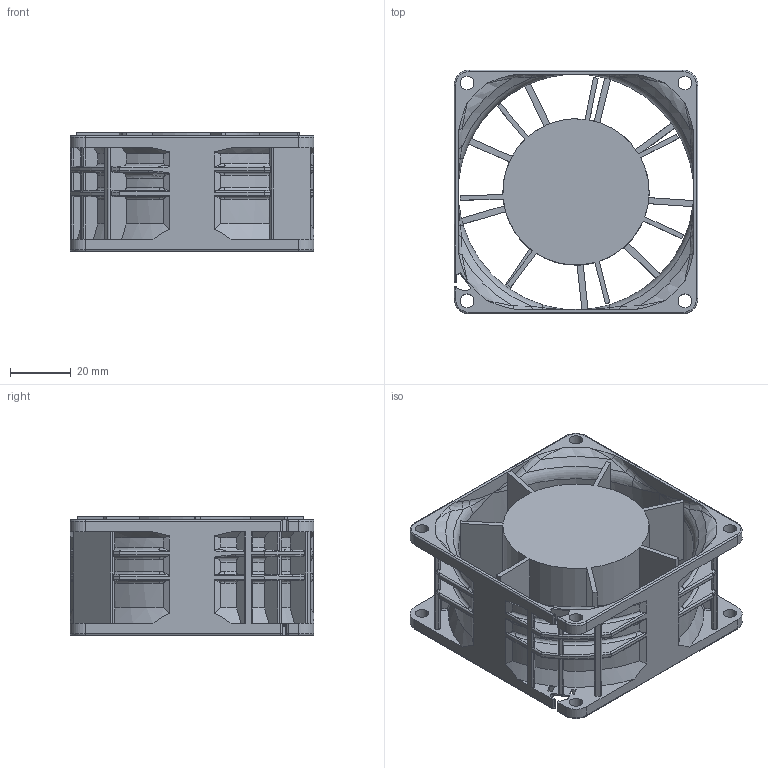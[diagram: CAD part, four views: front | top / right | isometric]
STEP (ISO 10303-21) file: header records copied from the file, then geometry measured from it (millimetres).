
FILE_DESCRIPTION((''),'2;1');
FILE_NAME('PFR08-ASSY_ASM','2012-03-27T',('JOE.FANG'),(''),'PRO/ENGINEER BY PARAMETRIC TECHNOLOGY CORPORATION, 2008310','PRO/ENGINEER BY PARAMETRIC TECHNOLOGY CORPORATION, 2008310','');
FILE_SCHEMA(('CONFIG_CONTROL_DESIGN'));
Length unit declared in the file: millimetre
Products named in the file (3): PFR8038-FRAME; ROTOR; PFR08-ASSY_ASM
Assembly tree (2 placements, depth 2):
  PFR08-ASSY_ASM
    PFR8038-FRAME
    ROTOR
Bounding box: 80 x 80 x 39 mm (x, y, z)
Volume: 104437.7 mm3; surface area: 51437.7 mm2
Topology: 2 solids, 2 shells, 836 faces, 2388 edges, 1528 vertices
Faces by surface type: cylinder 296, plane 270, torus 121, bspline 108, cone 39, sphere 2
Entity records: 36188 total; most frequent: CARTESIAN_POINT 15429, ORIENTED_EDGE 4724, DIRECTION 3880, EDGE_CURVE 2362, VERTEX_POINT 1528, AXIS2_PLACEMENT_3D 1457, VECTOR 966, LINE 966
